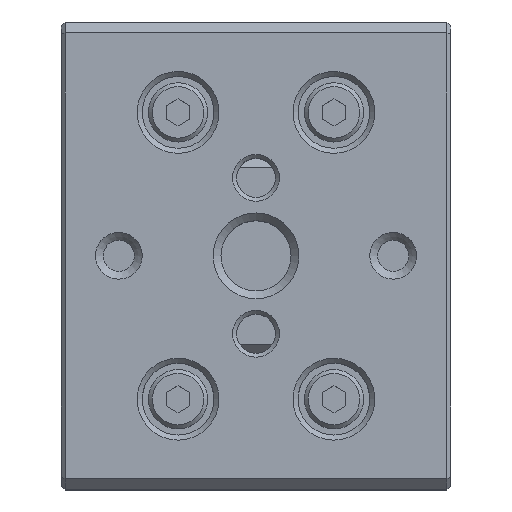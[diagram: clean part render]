
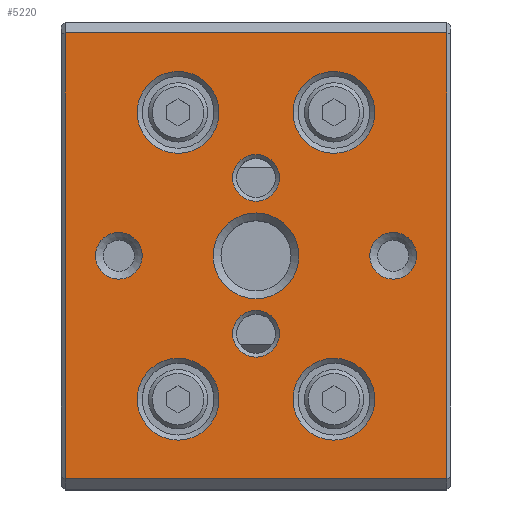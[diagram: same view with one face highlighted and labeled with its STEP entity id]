
A CAD part, top view. The second image highlights one B-rep face of the part: STEP entity #5220.
In plain terms, the highlighted planar face has unit normal (0, 0, 1).
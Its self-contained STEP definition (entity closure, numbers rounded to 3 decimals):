
#4791=FACE_BOUND('',#7601,.T.);
#4792=FACE_BOUND('',#7602,.T.);
#4793=FACE_BOUND('',#7603,.T.);
#4794=FACE_BOUND('',#7604,.T.);
#4795=FACE_BOUND('',#7605,.T.);
#4796=FACE_BOUND('',#7606,.T.);
#4797=FACE_BOUND('',#7607,.T.);
#4798=FACE_BOUND('',#7608,.T.);
#4799=FACE_BOUND('',#7609,.T.);
#4800=FACE_BOUND('',#7610,.T.);
#5011=CIRCLE('',#19924,2.75);
#5012=CIRCLE('',#19925,1.5);
#5013=CIRCLE('',#19926,1.5);
#5014=CIRCLE('',#19927,1.5);
#5015=CIRCLE('',#19928,1.5);
#5016=CIRCLE('',#19929,2.625);
#5017=CIRCLE('',#19930,2.625);
#5018=CIRCLE('',#19931,2.625);
#5019=CIRCLE('',#19932,2.625);
#5220=ADVANCED_FACE('',(#4791,#4792,#4793,#4794,#4795,#4796,#4797,#4798,
#4799,#4800),#6066,.F.);
#6066=PLANE('',#19933);
#7601=EDGE_LOOP('',(#9493));
#7602=EDGE_LOOP('',(#9494));
#7603=EDGE_LOOP('',(#9495));
#7604=EDGE_LOOP('',(#9496));
#7605=EDGE_LOOP('',(#9497));
#7606=EDGE_LOOP('',(#9498));
#7607=EDGE_LOOP('',(#9499));
#7608=EDGE_LOOP('',(#9500));
#7609=EDGE_LOOP('',(#9501));
#7610=EDGE_LOOP('',(#9502,#9503,#9504,#9505));
#9493=ORIENTED_EDGE('',*,*,#14974,.T.);
#9494=ORIENTED_EDGE('',*,*,#14975,.F.);
#9495=ORIENTED_EDGE('',*,*,#14976,.T.);
#9496=ORIENTED_EDGE('',*,*,#14977,.T.);
#9497=ORIENTED_EDGE('',*,*,#14978,.T.);
#9498=ORIENTED_EDGE('',*,*,#14979,.T.);
#9499=ORIENTED_EDGE('',*,*,#14980,.T.);
#9500=ORIENTED_EDGE('',*,*,#14981,.T.);
#9501=ORIENTED_EDGE('',*,*,#14982,.T.);
#9502=ORIENTED_EDGE('',*,*,#14983,.T.);
#9503=ORIENTED_EDGE('',*,*,#14984,.T.);
#9504=ORIENTED_EDGE('',*,*,#14985,.T.);
#9505=ORIENTED_EDGE('',*,*,#14986,.T.);
#13419=VERTEX_POINT('',#25953);
#13420=VERTEX_POINT('',#25955);
#13421=VERTEX_POINT('',#25957);
#13422=VERTEX_POINT('',#25959);
#13423=VERTEX_POINT('',#25961);
#13424=VERTEX_POINT('',#25963);
#13425=VERTEX_POINT('',#25965);
#13426=VERTEX_POINT('',#25967);
#13427=VERTEX_POINT('',#25969);
#13428=VERTEX_POINT('',#25971);
#13429=VERTEX_POINT('',#25972);
#13430=VERTEX_POINT('',#25974);
#13431=VERTEX_POINT('',#25976);
#14974=EDGE_CURVE('',#13419,#13419,#5011,.T.);
#14975=EDGE_CURVE('',#13420,#13420,#5012,.T.);
#14976=EDGE_CURVE('',#13421,#13421,#5013,.T.);
#14977=EDGE_CURVE('',#13422,#13422,#5014,.T.);
#14978=EDGE_CURVE('',#13423,#13423,#5015,.T.);
#14979=EDGE_CURVE('',#13424,#13424,#5016,.T.);
#14980=EDGE_CURVE('',#13425,#13425,#5017,.T.);
#14981=EDGE_CURVE('',#13426,#13426,#5018,.T.);
#14982=EDGE_CURVE('',#13427,#13427,#5019,.T.);
#14983=EDGE_CURVE('',#13428,#13429,#16915,.T.);
#14984=EDGE_CURVE('',#13429,#13430,#16916,.T.);
#14985=EDGE_CURVE('',#13430,#13431,#16917,.T.);
#14986=EDGE_CURVE('',#13431,#13428,#16918,.T.);
#16915=LINE('',#25970,#18587);
#16916=LINE('',#25973,#18588);
#16917=LINE('',#25975,#18589);
#16918=LINE('',#25977,#18590);
#18587=VECTOR('',#21529,1.);
#18588=VECTOR('',#21530,1.);
#18589=VECTOR('',#21531,1.);
#18590=VECTOR('',#21532,1.);
#19924=AXIS2_PLACEMENT_3D('',#25952,#21511,#21512);
#19925=AXIS2_PLACEMENT_3D('',#25954,#21513,#21514);
#19926=AXIS2_PLACEMENT_3D('',#25956,#21515,#21516);
#19927=AXIS2_PLACEMENT_3D('',#25958,#21517,#21518);
#19928=AXIS2_PLACEMENT_3D('',#25960,#21519,#21520);
#19929=AXIS2_PLACEMENT_3D('',#25962,#21521,#21522);
#19930=AXIS2_PLACEMENT_3D('',#25964,#21523,#21524);
#19931=AXIS2_PLACEMENT_3D('',#25966,#21525,#21526);
#19932=AXIS2_PLACEMENT_3D('',#25968,#21527,#21528);
#19933=AXIS2_PLACEMENT_3D('',#25978,#21533,#21534);
#21511=DIRECTION('',(0.,0.,-1.));
#21512=DIRECTION('',(-1.,0.,0.));
#21513=DIRECTION('',(0.,0.,1.));
#21514=DIRECTION('',(1.,0.,0.));
#21515=DIRECTION('',(0.,0.,-1.));
#21516=DIRECTION('',(-1.,0.,0.));
#21517=DIRECTION('',(0.,0.,-1.));
#21518=DIRECTION('',(-1.,0.,0.));
#21519=DIRECTION('',(0.,0.,-1.));
#21520=DIRECTION('',(-1.,0.,0.));
#21521=DIRECTION('',(0.,0.,-1.));
#21522=DIRECTION('',(-1.,0.,0.));
#21523=DIRECTION('',(0.,0.,-1.));
#21524=DIRECTION('',(-1.,0.,0.));
#21525=DIRECTION('',(0.,0.,-1.));
#21526=DIRECTION('',(-1.,0.,0.));
#21527=DIRECTION('',(0.,0.,-1.));
#21528=DIRECTION('',(-1.,0.,0.));
#21529=DIRECTION('',(1.,0.,0.));
#21530=DIRECTION('',(0.,1.,0.));
#21531=DIRECTION('',(-1.,0.,0.));
#21532=DIRECTION('',(0.,-1.,0.));
#21533=DIRECTION('',(0.,0.,-1.));
#21534=DIRECTION('',(-1.,0.,0.));
#25952=CARTESIAN_POINT('',(92.5,15.,15.));
#25953=CARTESIAN_POINT('',(89.75,15.,15.));
#25954=CARTESIAN_POINT('',(101.3,15.,15.));
#25955=CARTESIAN_POINT('',(102.8,15.,15.));
#25956=CARTESIAN_POINT('',(83.7,15.,15.));
#25957=CARTESIAN_POINT('',(82.2,15.,15.));
#25958=CARTESIAN_POINT('',(92.5,10.,15.));
#25959=CARTESIAN_POINT('',(91.,10.,15.));
#25960=CARTESIAN_POINT('',(92.5,20.,15.));
#25961=CARTESIAN_POINT('',(91.,20.,15.));
#25962=CARTESIAN_POINT('',(97.5,5.8,15.));
#25963=CARTESIAN_POINT('',(94.875,5.8,15.));
#25964=CARTESIAN_POINT('',(97.5,24.2,15.));
#25965=CARTESIAN_POINT('',(94.875,24.2,15.));
#25966=CARTESIAN_POINT('',(87.5,5.8,15.));
#25967=CARTESIAN_POINT('',(84.875,5.8,15.));
#25968=CARTESIAN_POINT('',(87.5,24.2,15.));
#25969=CARTESIAN_POINT('',(84.875,24.2,15.));
#25970=CARTESIAN_POINT('',(105.,0.7,15.));
#25971=CARTESIAN_POINT('',(80.25,0.7,15.));
#25972=CARTESIAN_POINT('',(104.75,0.7,15.));
#25973=CARTESIAN_POINT('',(104.75,30.,15.));
#25974=CARTESIAN_POINT('',(104.75,29.3,15.));
#25975=CARTESIAN_POINT('',(105.,29.3,15.));
#25976=CARTESIAN_POINT('',(80.25,29.3,15.));
#25977=CARTESIAN_POINT('',(80.25,0.7,15.));
#25978=CARTESIAN_POINT('',(105.,30.,15.));
